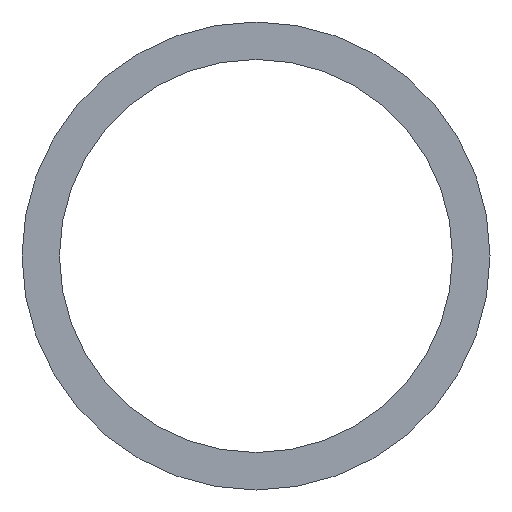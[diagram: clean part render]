
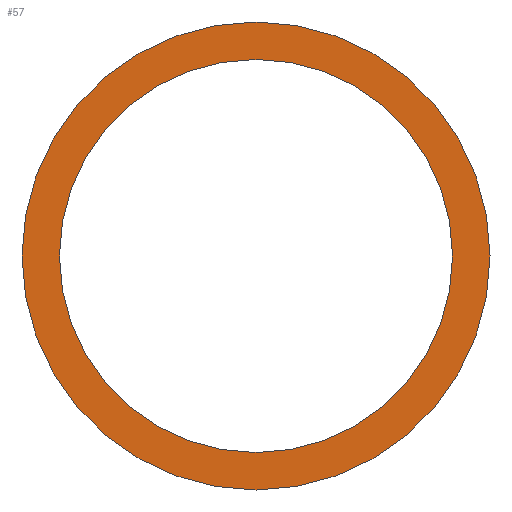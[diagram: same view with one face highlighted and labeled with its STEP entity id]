
A CAD part, left-side view. The second image highlights one B-rep face of the part: STEP entity #57.
In plain terms, the highlighted planar face has unit normal (-1, 0, 0).
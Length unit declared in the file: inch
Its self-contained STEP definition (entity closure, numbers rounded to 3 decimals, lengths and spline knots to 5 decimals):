
#19=FACE_BOUND('',#30,.T.);
#23=FACE_OUTER_BOUND('',#29,.T.);
#29=EDGE_LOOP('',(#49));
#30=EDGE_LOOP('',(#50));
#35=CIRCLE('',#71,0.7815);
#36=CIRCLE('',#73,0.9305);
#39=VERTEX_POINT('',#100);
#40=VERTEX_POINT('',#103);
#43=EDGE_CURVE('',#39,#39,#35,.T.);
#44=EDGE_CURVE('',#40,#40,#36,.T.);
#49=ORIENTED_EDGE('',*,*,#44,.F.);
#50=ORIENTED_EDGE('',*,*,#43,.T.);
#54=PLANE('',#72);
#57=ADVANCED_FACE('',(#23,#19),#54,.T.);
#71=AXIS2_PLACEMENT_3D('',#101,#85,#86);
#72=AXIS2_PLACEMENT_3D('',#102,#87,#88);
#73=AXIS2_PLACEMENT_3D('',#104,#89,#90);
#85=DIRECTION('center_axis',(1.,0.,0.));
#86=DIRECTION('ref_axis',(0.,1.,0.));
#87=DIRECTION('center_axis',(-1.,0.,0.));
#88=DIRECTION('ref_axis',(0.,0.,1.));
#89=DIRECTION('center_axis',(1.,0.,0.));
#90=DIRECTION('ref_axis',(0.,1.,0.));
#100=CARTESIAN_POINT('',(-0.0625,0.7815,0.));
#101=CARTESIAN_POINT('Origin',(-0.0625,0.,0.));
#102=CARTESIAN_POINT('Origin',(-0.0625,0.856,0.));
#103=CARTESIAN_POINT('',(-0.0625,0.9305,0.));
#104=CARTESIAN_POINT('Origin',(-0.0625,0.,0.));
